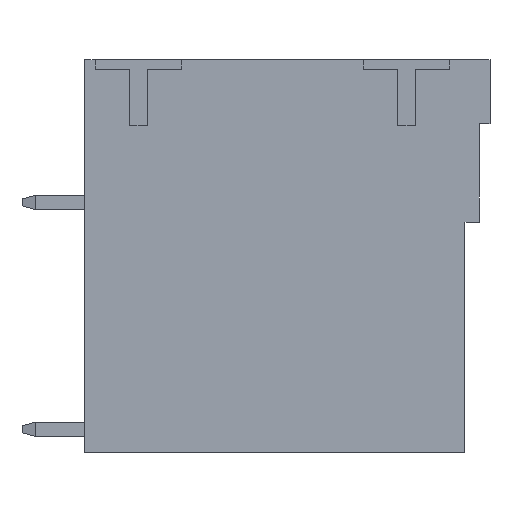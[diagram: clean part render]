
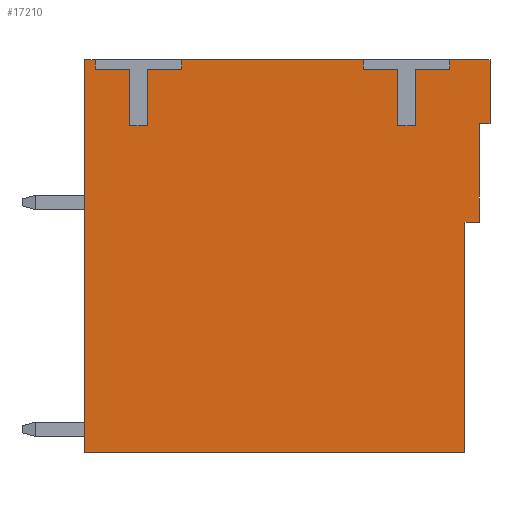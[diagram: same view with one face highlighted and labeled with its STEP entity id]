
A CAD part, left-side view. The second image highlights one B-rep face of the part: STEP entity #17210.
In plain terms, the highlighted planar face has unit normal (-1, 0, 0).
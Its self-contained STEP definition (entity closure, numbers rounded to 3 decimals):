
#4188=ORIENTED_EDGE('',*,*,#5422,.T.);
#4189=ORIENTED_EDGE('',*,*,#5126,.T.);
#4190=ORIENTED_EDGE('',*,*,#5130,.T.);
#4191=ORIENTED_EDGE('',*,*,#5148,.T.);
#4192=ORIENTED_EDGE('',*,*,#5145,.T.);
#4193=ORIENTED_EDGE('',*,*,#5142,.T.);
#4194=ORIENTED_EDGE('',*,*,#5139,.T.);
#4195=ORIENTED_EDGE('',*,*,#5136,.T.);
#4196=ORIENTED_EDGE('',*,*,#5429,.T.);
#4197=ORIENTED_EDGE('',*,*,#7073,.T.);
#4198=ORIENTED_EDGE('',*,*,#7075,.T.);
#4199=ORIENTED_EDGE('',*,*,#7077,.T.);
#4200=ORIENTED_EDGE('',*,*,#7079,.T.);
#4201=ORIENTED_EDGE('',*,*,#7081,.T.);
#4202=ORIENTED_EDGE('',*,*,#7083,.T.);
#4203=ORIENTED_EDGE('',*,*,#7084,.T.);
#4204=ORIENTED_EDGE('',*,*,#5426,.T.);
#4205=ORIENTED_EDGE('',*,*,#7086,.T.);
#4206=ORIENTED_EDGE('',*,*,#7088,.T.);
#4207=ORIENTED_EDGE('',*,*,#7090,.T.);
#4208=ORIENTED_EDGE('',*,*,#7092,.T.);
#4209=ORIENTED_EDGE('',*,*,#7094,.T.);
#4210=ORIENTED_EDGE('',*,*,#7096,.T.);
#4211=ORIENTED_EDGE('',*,*,#7097,.T.);
#5126=EDGE_CURVE('',#7555,#7554,#9128,.T.);
#5130=EDGE_CURVE('',#7554,#7557,#9132,.T.);
#5136=EDGE_CURVE('',#7563,#7562,#9138,.T.);
#5139=EDGE_CURVE('',#7565,#7563,#9141,.T.);
#5142=EDGE_CURVE('',#7567,#7565,#9144,.T.);
#5145=EDGE_CURVE('',#7569,#7567,#9147,.T.);
#5148=EDGE_CURVE('',#7557,#7569,#9150,.T.);
#5422=EDGE_CURVE('',#7825,#7555,#9418,.T.);
#5426=EDGE_CURVE('',#7829,#7828,#9422,.T.);
#5429=EDGE_CURVE('',#7562,#7830,#9425,.T.);
#7073=EDGE_CURVE('',#7830,#8814,#10955,.T.);
#7075=EDGE_CURVE('',#8814,#8815,#10957,.T.);
#7077=EDGE_CURVE('',#8815,#8816,#10959,.T.);
#7079=EDGE_CURVE('',#8816,#8817,#10961,.T.);
#7081=EDGE_CURVE('',#8817,#8818,#10963,.T.);
#7083=EDGE_CURVE('',#8818,#8819,#10965,.T.);
#7084=EDGE_CURVE('',#8819,#7829,#10966,.T.);
#7086=EDGE_CURVE('',#7828,#8820,#10968,.T.);
#7088=EDGE_CURVE('',#8820,#8821,#10970,.T.);
#7090=EDGE_CURVE('',#8821,#8822,#10972,.T.);
#7092=EDGE_CURVE('',#8822,#8823,#10974,.T.);
#7094=EDGE_CURVE('',#8823,#8824,#10976,.T.);
#7096=EDGE_CURVE('',#8824,#8825,#10978,.T.);
#7097=EDGE_CURVE('',#8825,#7825,#10979,.T.);
#7554=VERTEX_POINT('',#22857);
#7555=VERTEX_POINT('',#22859);
#7557=VERTEX_POINT('',#22865);
#7562=VERTEX_POINT('',#22877);
#7563=VERTEX_POINT('',#22879);
#7565=VERTEX_POINT('',#22885);
#7567=VERTEX_POINT('',#22891);
#7569=VERTEX_POINT('',#22897);
#7825=VERTEX_POINT('',#23450);
#7828=VERTEX_POINT('',#23456);
#7829=VERTEX_POINT('',#23458);
#7830=VERTEX_POINT('',#23461);
#8814=VERTEX_POINT('',#26770);
#8815=VERTEX_POINT('',#26774);
#8816=VERTEX_POINT('',#26778);
#8817=VERTEX_POINT('',#26782);
#8818=VERTEX_POINT('',#26786);
#8819=VERTEX_POINT('',#26790);
#8820=VERTEX_POINT('',#26796);
#8821=VERTEX_POINT('',#26800);
#8822=VERTEX_POINT('',#26804);
#8823=VERTEX_POINT('',#26808);
#8824=VERTEX_POINT('',#26812);
#8825=VERTEX_POINT('',#26816);
#9128=LINE('',#22858,#11432);
#9132=LINE('',#22866,#11436);
#9138=LINE('',#22878,#11442);
#9141=LINE('',#22884,#11445);
#9144=LINE('',#22890,#11448);
#9147=LINE('',#22896,#11451);
#9150=LINE('',#22901,#11454);
#9418=LINE('',#23449,#11722);
#9422=LINE('',#23457,#11726);
#9425=LINE('',#23462,#11729);
#10955=LINE('',#26771,#13259);
#10957=LINE('',#26775,#13261);
#10959=LINE('',#26779,#13263);
#10961=LINE('',#26783,#13265);
#10963=LINE('',#26787,#13267);
#10965=LINE('',#26791,#13269);
#10966=LINE('',#26793,#13270);
#10968=LINE('',#26797,#13272);
#10970=LINE('',#26801,#13274);
#10972=LINE('',#26805,#13276);
#10974=LINE('',#26809,#13278);
#10976=LINE('',#26813,#13280);
#10978=LINE('',#26817,#13282);
#10979=LINE('',#26819,#13283);
#11432=VECTOR('',#18479,1000.);
#11436=VECTOR('',#18485,1000.);
#11442=VECTOR('',#18493,1000.);
#11445=VECTOR('',#18498,1000.);
#11448=VECTOR('',#18503,1000.);
#11451=VECTOR('',#18508,1000.);
#11454=VECTOR('',#18513,1000.);
#11722=VECTOR('',#18831,1000.);
#11726=VECTOR('',#18835,1000.);
#11729=VECTOR('',#18838,1000.);
#13259=VECTOR('',#21958,1000.);
#13261=VECTOR('',#21962,1000.);
#13263=VECTOR('',#21966,1000.);
#13265=VECTOR('',#21970,1000.);
#13267=VECTOR('',#21974,1000.);
#13269=VECTOR('',#21978,1000.);
#13270=VECTOR('',#21981,1000.);
#13272=VECTOR('',#21985,1000.);
#13274=VECTOR('',#21989,1000.);
#13276=VECTOR('',#21993,1000.);
#13278=VECTOR('',#21997,1000.);
#13280=VECTOR('',#22001,1000.);
#13282=VECTOR('',#22005,1000.);
#13283=VECTOR('',#22008,1000.);
#14482=EDGE_LOOP('',(#4188,#4189,#4190,#4191,#4192,#4193,#4194,#4195,#4196,
#4197,#4198,#4199,#4200,#4201,#4202,#4203,#4204,#4205,#4206,#4207,#4208,
#4209,#4210,#4211));
#15448=FACE_BOUND('',#14482,.T.);
#16326=PLANE('',#18265);
#17210=ADVANCED_FACE('',(#15448),#16326,.T.);
#18265=AXIS2_PLACEMENT_3D('',#26820,#22009,#22010);
#18479=DIRECTION('',(0.,0.,-1.));
#18485=DIRECTION('',(0.,-1.,0.));
#18493=DIRECTION('',(0.,0.,1.));
#18498=DIRECTION('',(0.,-1.,0.));
#18503=DIRECTION('',(0.,0.,1.));
#18508=DIRECTION('',(0.,-1.,0.));
#18513=DIRECTION('',(0.,0.,1.));
#18831=DIRECTION('',(0.,1.,0.));
#18835=DIRECTION('',(0.,1.,0.));
#18838=DIRECTION('',(0.,1.,0.));
#21958=DIRECTION('',(0.,0.,-1.));
#21962=DIRECTION('',(0.,1.,0.));
#21966=DIRECTION('',(0.,0.,-1.));
#21970=DIRECTION('',(0.,1.,0.));
#21974=DIRECTION('',(0.,0.,1.));
#21978=DIRECTION('',(0.,1.,0.));
#21981=DIRECTION('',(0.,0.,1.));
#21985=DIRECTION('',(0.,0.,-1.));
#21989=DIRECTION('',(0.,1.,0.));
#21993=DIRECTION('',(0.,0.,-1.));
#21997=DIRECTION('',(0.,1.,0.));
#22001=DIRECTION('',(0.,0.,1.));
#22005=DIRECTION('',(0.,1.,0.));
#22008=DIRECTION('',(0.,0.,1.));
#22009=DIRECTION('',(-1.,0.,0.));
#22010=DIRECTION('',(0.,0.,1.));
#22857=CARTESIAN_POINT('',(-11.925,11.35,-22.));
#22858=CARTESIAN_POINT('',(-11.925,11.35,0.));
#22859=CARTESIAN_POINT('',(-11.925,11.35,0.));
#22865=CARTESIAN_POINT('',(-11.925,-9.95,-22.));
#22866=CARTESIAN_POINT('',(-11.925,11.35,-22.));
#22877=CARTESIAN_POINT('',(-11.925,-11.35,0.));
#22878=CARTESIAN_POINT('',(-11.925,-11.35,-3.6));
#22879=CARTESIAN_POINT('',(-11.925,-11.35,-3.6));
#22884=CARTESIAN_POINT('',(-11.925,-10.75,-3.6));
#22885=CARTESIAN_POINT('',(-11.925,-10.75,-3.6));
#22890=CARTESIAN_POINT('',(-11.925,-10.75,-9.1));
#22891=CARTESIAN_POINT('',(-11.925,-10.75,-9.1));
#22896=CARTESIAN_POINT('',(-11.925,-9.95,-9.1));
#22897=CARTESIAN_POINT('',(-11.925,-9.95,-9.1));
#22901=CARTESIAN_POINT('',(-11.925,-9.95,-22.));
#23449=CARTESIAN_POINT('',(-11.925,10.75,0.));
#23450=CARTESIAN_POINT('',(-11.925,10.75,0.));
#23456=CARTESIAN_POINT('',(-11.925,5.9,0.));
#23457=CARTESIAN_POINT('',(-11.925,-4.25,0.));
#23458=CARTESIAN_POINT('',(-11.925,-4.25,0.));
#23461=CARTESIAN_POINT('',(-11.925,-9.1,0.));
#23462=CARTESIAN_POINT('',(-11.925,-11.35,0.));
#26770=CARTESIAN_POINT('',(-11.925,-9.1,-0.55));
#26771=CARTESIAN_POINT('',(-11.925,-9.1,0.));
#26774=CARTESIAN_POINT('',(-11.925,-7.175,-0.55));
#26775=CARTESIAN_POINT('',(-11.925,-9.1,-0.55));
#26778=CARTESIAN_POINT('',(-11.925,-7.175,-3.7));
#26779=CARTESIAN_POINT('',(-11.925,-7.175,-0.55));
#26782=CARTESIAN_POINT('',(-11.925,-6.175,-3.7));
#26783=CARTESIAN_POINT('',(-11.925,-7.175,-3.7));
#26786=CARTESIAN_POINT('',(-11.925,-6.175,-0.55));
#26787=CARTESIAN_POINT('',(-11.925,-6.175,-3.7));
#26790=CARTESIAN_POINT('',(-11.925,-4.25,-0.55));
#26791=CARTESIAN_POINT('',(-11.925,-6.175,-0.55));
#26793=CARTESIAN_POINT('',(-11.925,-4.25,-0.55));
#26796=CARTESIAN_POINT('',(-11.925,5.9,-0.55));
#26797=CARTESIAN_POINT('',(-11.925,5.9,0.));
#26800=CARTESIAN_POINT('',(-11.925,7.825,-0.55));
#26801=CARTESIAN_POINT('',(-11.925,5.9,-0.55));
#26804=CARTESIAN_POINT('',(-11.925,7.825,-3.7));
#26805=CARTESIAN_POINT('',(-11.925,7.825,-0.55));
#26808=CARTESIAN_POINT('',(-11.925,8.825,-3.7));
#26809=CARTESIAN_POINT('',(-11.925,7.825,-3.7));
#26812=CARTESIAN_POINT('',(-11.925,8.825,-0.55));
#26813=CARTESIAN_POINT('',(-11.925,8.825,-3.7));
#26816=CARTESIAN_POINT('',(-11.925,10.75,-0.55));
#26817=CARTESIAN_POINT('',(-11.925,8.825,-0.55));
#26819=CARTESIAN_POINT('',(-11.925,10.75,-0.55));
#26820=CARTESIAN_POINT('',(-11.925,0.,0.));
